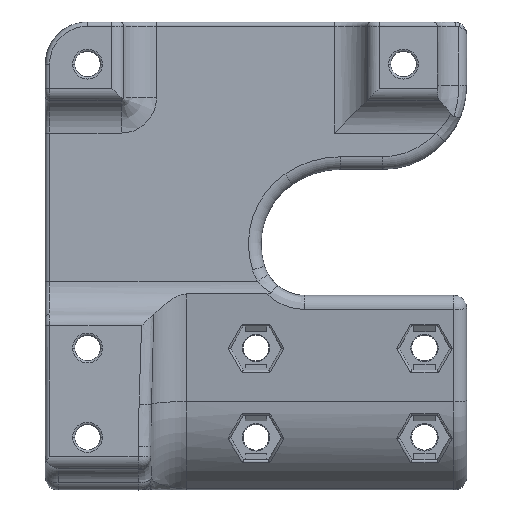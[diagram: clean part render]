
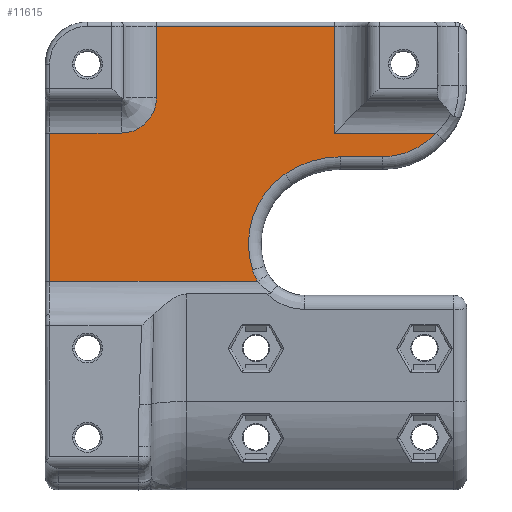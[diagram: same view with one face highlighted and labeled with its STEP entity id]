
A CAD part, front view. The second image highlights one B-rep face of the part: STEP entity #11615.
In plain terms, the highlighted planar face has unit normal (0, -1, 0).
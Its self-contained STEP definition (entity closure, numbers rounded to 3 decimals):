
#1716=CARTESIAN_POINT('',(50.367,0.,19.467));
#1822=CARTESIAN_POINT('',(61.547,0.,26.1));
#1823=DIRECTION('',(0.,-1.,0.));
#1824=DIRECTION('',(-0.952,0.,-0.306));
#1825=AXIS2_PLACEMENT_3D('',#1822,#1823,#1824);
#1827=DIRECTION('',(1.,0.,0.));
#1828=VECTOR('',#1827,49.367);
#1829=CARTESIAN_POINT('',(1.,0.,19.467));
#1830=LINE('',#1829,#1828);
#1831=DIRECTION('',(0.,0.,-1.));
#1832=VECTOR('',#1831,35.167);
#1833=CARTESIAN_POINT('',(1.,0.,54.633));
#1834=LINE('',#1833,#1832);
#1835=DIRECTION('',(1.,0.,0.));
#1836=VECTOR('',#1835,17.);
#1837=CARTESIAN_POINT('',(1.,0.,54.633));
#1838=LINE('',#1837,#1836);
#1839=CARTESIAN_POINT('',(18.,0.,
54.633));
#1840=CARTESIAN_POINT('',(18.401,0.,54.633));
#1841=CARTESIAN_POINT('',(19.194,0.,
54.69));
#1842=CARTESIAN_POINT('',(20.366,0.,54.945));
#1843=CARTESIAN_POINT('',(21.487,0.,
55.363));
#1844=CARTESIAN_POINT('',(22.539,0.,55.938));
#1845=CARTESIAN_POINT('',(23.498,0.,
56.655));
#1846=CARTESIAN_POINT('',(24.344,0.,57.502));
#1847=CARTESIAN_POINT('',(25.062,0.,58.461));
#1848=CARTESIAN_POINT('',(25.636,0.,
59.512));
#1849=CARTESIAN_POINT('',(26.055,0.,60.634));
#1850=CARTESIAN_POINT('',(26.309,0.,
61.805));
#1851=CARTESIAN_POINT('',(26.367,0.,62.599));
#1852=CARTESIAN_POINT('',(26.367,0.,
63.));
#1854=DIRECTION('',(0.,0.,1.));
#1855=VECTOR('',#1854,17.);
#1856=CARTESIAN_POINT('',(26.367,0.,
63.));
#1857=LINE('',#1856,#1855);
#1858=DIRECTION('',(-1.,0.,0.));
#1859=VECTOR('',#1858,42.267);
#1860=CARTESIAN_POINT('',(68.633,0.,80.));
#1861=LINE('',#1860,#1859);
#1862=DIRECTION('',(-1.,0.,0.));
#1863=VECTOR('',#1862,24.008);
#1864=CARTESIAN_POINT('',(92.641,0.,54.633));
#1865=LINE('',#1864,#1863);
#1866=CARTESIAN_POINT('',(80.,0.,66.));
#1867=DIRECTION('',(0.,1.,0.));
#1868=DIRECTION('',(0.744,0.,-0.669));
#1869=AXIS2_PLACEMENT_3D('',#1866,#1867,#1868);
#1871=DIRECTION('',(-1.,0.,0.));
#1872=VECTOR('',#1871,10.);
#1873=CARTESIAN_POINT('',(80.,0.,49.));
#1874=LINE('',#1873,#1872);
#1875=CARTESIAN_POINT('',(70.,0.,26.));
#1876=DIRECTION('',(0.,-1.,0.));
#1877=DIRECTION('',(0.,0.,1.));
#1878=AXIS2_PLACEMENT_3D('',#1875,#1876,#1877);
#1880=CARTESIAN_POINT('',(68.403,0.,28.3));
#1881=DIRECTION('',(0.,-1.,0.));
#1882=DIRECTION('',(-0.57,0.,0.821));
#1883=AXIS2_PLACEMENT_3D('',#1880,#1881,#1882);
#3395=CARTESIAN_POINT('',(68.633,0.,54.633));
#3428=DIRECTION('',(0.,0.,1.));
#3429=VECTOR('',#3428,25.367);
#3430=CARTESIAN_POINT('',(68.633,0.,54.633));
#3431=LINE('',#3430,#3429);
#8685=VERTEX_POINT('',#1839);
#8686=VERTEX_POINT('',#1852);
#8716=VERTEX_POINT('',#3395);
#8782=CARTESIAN_POINT('',(1.,0.,19.467));
#8783=VERTEX_POINT('',#8782);
#8786=CARTESIAN_POINT('',(1.,0.,54.633));
#8787=VERTEX_POINT('',#8786);
#8814=CARTESIAN_POINT('',(26.367,0.,80.));
#8815=VERTEX_POINT('',#8814);
#8818=CARTESIAN_POINT('',(68.633,0.,80.));
#8819=VERTEX_POINT('',#8818);
#8861=VERTEX_POINT('',#1716);
#8867=CARTESIAN_POINT('',(49.169,0.,22.128));
#8868=VERTEX_POINT('',#8867);
#8871=CARTESIAN_POINT('',(56.883,0.,44.893));
#8872=VERTEX_POINT('',#8871);
#8875=CARTESIAN_POINT('',(70.,0.,49.));
#8876=VERTEX_POINT('',#8875);
#8879=CARTESIAN_POINT('',(80.,0.,49.));
#8880=VERTEX_POINT('',#8879);
#8883=CARTESIAN_POINT('',(92.641,0.,54.633));
#8884=VERTEX_POINT('',#8883);
#11585=CARTESIAN_POINT('',(0.,0.,0.));
#11586=DIRECTION('',(0.,1.,0.));
#11587=DIRECTION('',(-1.,0.,0.));
#11588=AXIS2_PLACEMENT_3D('',#11585,#11586,#11587);
#11589=PLANE('',#11588);
#11590=ORIENTED_EDGE('',*,*,#11529,.T.);
#11591=ORIENTED_EDGE('',*,*,#11477,.F.);
#11593=ORIENTED_EDGE('',*,*,#11592,.F.);
#11595=ORIENTED_EDGE('',*,*,#11594,.T.);
#11597=ORIENTED_EDGE('',*,*,#11596,.T.);
#11599=ORIENTED_EDGE('',*,*,#11598,.T.);
#11601=ORIENTED_EDGE('',*,*,#11600,.F.);
#11603=ORIENTED_EDGE('',*,*,#11602,.F.);
#11605=ORIENTED_EDGE('',*,*,#11604,.F.);
#11607=ORIENTED_EDGE('',*,*,#11606,.T.);
#11609=ORIENTED_EDGE('',*,*,#11608,.T.);
#11611=ORIENTED_EDGE('',*,*,#11610,.T.);
#11612=ORIENTED_EDGE('',*,*,#11578,.T.);
#11613=EDGE_LOOP('',(#11590,#11591,#11593,#11595,#11597,#11599,#11601,#11603,
#11605,#11607,#11609,#11611,#11612));
#11614=FACE_OUTER_BOUND('',#11613,.F.);
#11615=ADVANCED_FACE('',(#11614),#11589,.F.);
#1826=CIRCLE('',#1825,13.);
#1853=B_SPLINE_CURVE_WITH_KNOTS('',3,(#1839,#1840,#1841,#1842,#1843,#1844,#1845,
#1846,#1847,#1848,#1849,#1850,#1851,#1852),.UNSPECIFIED.,.F.,.F.,(4,1,1,1,1,1,1,
1,1,1,1,4),(0.,0.091,0.182,0.273,
0.364,0.455,0.545,0.636,
0.727,0.818,0.909,1.),.UNSPECIFIED.);
#1870=CIRCLE('',#1869,17.);
#1879=CIRCLE('',#1878,23.);
#1884=CIRCLE('',#1883,20.2);
#11477=EDGE_CURVE('',#8783,#8861,#1830,.T.);
#11529=EDGE_CURVE('',#8868,#8861,#1826,.T.);
#11578=EDGE_CURVE('',#8872,#8868,#1884,.T.);
#11592=EDGE_CURVE('',#8787,#8783,#1834,.T.);
#11594=EDGE_CURVE('',#8787,#8685,#1838,.T.);
#11596=EDGE_CURVE('',#8685,#8686,#1853,.T.);
#11598=EDGE_CURVE('',#8686,#8815,#1857,.T.);
#11600=EDGE_CURVE('',#8819,#8815,#1861,.T.);
#11602=EDGE_CURVE('',#8716,#8819,#3431,.T.);
#11604=EDGE_CURVE('',#8884,#8716,#1865,.T.);
#11606=EDGE_CURVE('',#8884,#8880,#1870,.T.);
#11608=EDGE_CURVE('',#8880,#8876,#1874,.T.);
#11610=EDGE_CURVE('',#8876,#8872,#1879,.T.);
